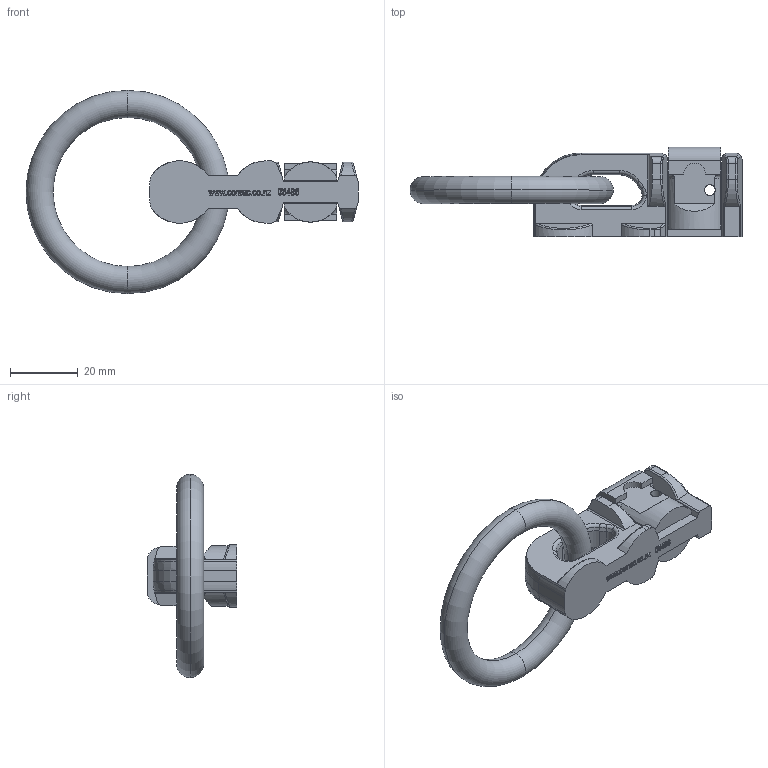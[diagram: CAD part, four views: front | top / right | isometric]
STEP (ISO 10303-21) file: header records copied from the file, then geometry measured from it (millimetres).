
FILE_DESCRIPTION (( 'STEP AP214' ), '1' );
FILE_NAME ('05496-Double Stud Anchor For O Cargo Track Heavy Duty Zinc.STEP', '2019-12-04T20:45:15', ( '' ), ( '' ), 'SwSTEP 2.0', 'SolidWorks 2018', '' );
FILE_SCHEMA (( 'AUTOMOTIVE_DESIGN' ));
Length unit declared in the file: millimetre
Products named in the file (3): 5496 - Lock; 5496 - Base; 05496-Double Stud Anchor For O Cargo Track Heavy Duty Zinc
Assembly tree (2 placements, depth 2):
  05496-Double Stud Anchor For O Cargo Track Heavy Duty Zinc
    5496 - Base
    5496 - Lock
Bounding box: 98 x 26.5 x 60 mm (x, y, z)
Volume: 23515.1 mm3; surface area: 11670.6 mm2
Topology: 3 solids, 3 shells, 459 faces, 1212 edges, 782 vertices
Faces by surface type: plane 228, bspline 130, cylinder 69, torus 20, cone 12
Entity records: 21099 total; most frequent: CARTESIAN_POINT 10612, ORIENTED_EDGE 2424, DIRECTION 1696, EDGE_CURVE 1212, VERTEX_POINT 782, LINE 756, VECTOR 756, EDGE_LOOP 492
